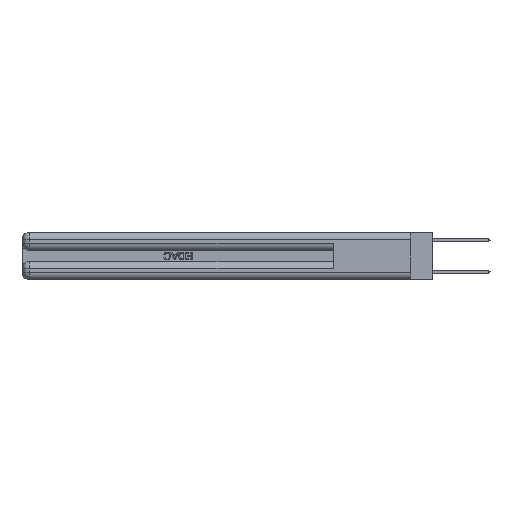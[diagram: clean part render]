
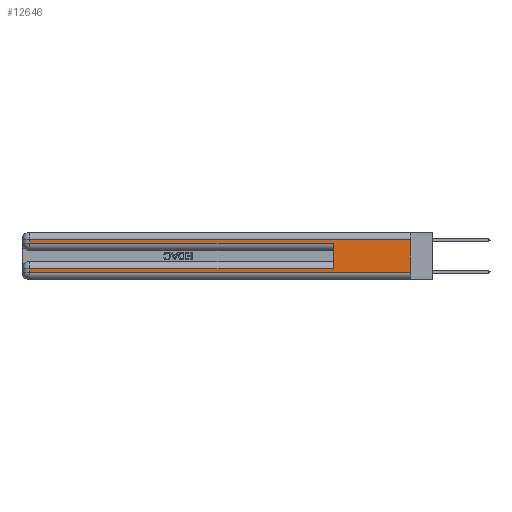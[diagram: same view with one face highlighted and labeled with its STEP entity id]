
A CAD part, left-side view. The second image highlights one B-rep face of the part: STEP entity #12646.
In plain terms, the highlighted planar face has unit normal (-1, 0, 0).
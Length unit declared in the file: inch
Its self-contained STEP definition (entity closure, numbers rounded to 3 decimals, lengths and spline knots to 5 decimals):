
#220 = ORIENTED_EDGE ( 'NONE', *, *, #23734, .T. ) ;
#234 = ORIENTED_EDGE ( 'NONE', *, *, #2657, .T. ) ;
#246 = FACE_OUTER_BOUND ( 'NONE', #22498, .T. ) ;
#310 = EDGE_CURVE ( 'NONE', #34539, #7511, #7089, .T. ) ;
#800 = PLANE ( 'NONE',  #31065 ) ;
#967 = VERTEX_POINT ( 'NONE', #16168 ) ;
#1322 = DIRECTION ( 'NONE',  ( 0., 0., -1. ) ) ;
#2170 = VERTEX_POINT ( 'NONE', #14040 ) ;
#2657 = EDGE_CURVE ( 'NONE', #34491, #967, #13274, .T. ) ;
#3137 = CARTESIAN_POINT ( 'NONE',  ( 0., 0., 0.31 ) ) ;
#4112 = CARTESIAN_POINT ( 'NONE',  ( 0., 0., 0.285 ) ) ;
#4113 = LINE ( 'NONE', #15289, #6172 ) ;
#4119 = EDGE_CURVE ( 'NONE', #25332, #23149, #4113, .T. ) ;
#4302 = DIRECTION ( 'NONE',  ( 0., -1., 0. ) ) ;
#5567 = VERTEX_POINT ( 'NONE', #31517 ) ;
#6150 = ORIENTED_EDGE ( 'NONE', *, *, #10423, .T. ) ;
#6172 = VECTOR ( 'NONE', #6551, 39.37008 ) ;
#6177 = VECTOR ( 'NONE', #6894, 39.37008 ) ;
#6247 = VECTOR ( 'NONE', #10470, 39.37008 ) ;
#6393 = ORIENTED_EDGE ( 'NONE', *, *, #19395, .T. ) ;
#6482 = CARTESIAN_POINT ( 'NONE',  ( 0., 2.94, 0.085 ) ) ;
#6551 = DIRECTION ( 'NONE',  ( 0., -1., 0. ) ) ;
#6894 = DIRECTION ( 'NONE',  ( 0., 0., -1. ) ) ;
#7089 = LINE ( 'NONE', #9318, #11645 ) ;
#7511 = VERTEX_POINT ( 'NONE', #6482 ) ;
#7765 = ORIENTED_EDGE ( 'NONE', *, *, #18384, .F. ) ;
#8404 = EDGE_CURVE ( 'NONE', #5567, #23149, #17715, .T. ) ;
#9318 = CARTESIAN_POINT ( 'NONE',  ( 0., 0., 0.085 ) ) ;
#9520 = LINE ( 'NONE', #4112, #17607 ) ;
#10423 = EDGE_CURVE ( 'NONE', #5567, #34491, #23619, .T. ) ;
#10470 = DIRECTION ( 'NONE',  ( 0., 0., 1. ) ) ;
#10548 = VECTOR ( 'NONE', #13459, 39.37008 ) ;
#11645 = VECTOR ( 'NONE', #29432, 39.37008 ) ;
#12646 = ADVANCED_FACE ( 'NONE', ( #246 ), #800, .F. ) ;
#12682 = ORIENTED_EDGE ( 'NONE', *, *, #4119, .T. ) ;
#13094 = CARTESIAN_POINT ( 'NONE',  ( 0., 2.94, 0.37 ) ) ;
#13274 = LINE ( 'NONE', #13094, #10548 ) ;
#13459 = DIRECTION ( 'NONE',  ( 0., 0., -1. ) ) ;
#14040 = CARTESIAN_POINT ( 'NONE',  ( 0., 0.6, 0.285 ) ) ;
#14143 = CARTESIAN_POINT ( 'NONE',  ( 0., 2.94, 0.31 ) ) ;
#14600 = CARTESIAN_POINT ( 'NONE',  ( 0., 0., 0.06 ) ) ;
#15289 = CARTESIAN_POINT ( 'NONE',  ( 0., 0., 0.06 ) ) ;
#16168 = CARTESIAN_POINT ( 'NONE',  ( 0., 2.94, 0.285 ) ) ;
#17228 = DIRECTION ( 'NONE',  ( 0., 0., -1. ) ) ;
#17579 = CARTESIAN_POINT ( 'NONE',  ( 0., 0., 0.37 ) ) ;
#17607 = VECTOR ( 'NONE', #4302, 39.37008 ) ;
#17715 = LINE ( 'NONE', #29075, #6177 ) ;
#18297 = LINE ( 'NONE', #24055, #23114 ) ;
#18384 = EDGE_CURVE ( 'NONE', #34539, #2170, #33771, .T. ) ;
#19230 = ORIENTED_EDGE ( 'NONE', *, *, #8404, .F. ) ;
#19395 = EDGE_CURVE ( 'NONE', #967, #2170, #9520, .T. ) ;
#20852 = CARTESIAN_POINT ( 'NONE',  ( 0., 0.6, 0.085 ) ) ;
#22498 = EDGE_LOOP ( 'NONE', ( #19230, #6150, #234, #6393, #7765, #27645, #220, #12682 ) ) ;
#23114 = VECTOR ( 'NONE', #1322, 39.37008 ) ;
#23149 = VERTEX_POINT ( 'NONE', #14600 ) ;
#23619 = LINE ( 'NONE', #3137, #32196 ) ;
#23734 = EDGE_CURVE ( 'NONE', #7511, #25332, #18297, .T. ) ;
#24055 = CARTESIAN_POINT ( 'NONE',  ( 0., 2.94, 0.37 ) ) ;
#25332 = VERTEX_POINT ( 'NONE', #29062 ) ;
#25863 = DIRECTION ( 'NONE',  ( 0., 1., 0. ) ) ;
#27645 = ORIENTED_EDGE ( 'NONE', *, *, #310, .T. ) ;
#29062 = CARTESIAN_POINT ( 'NONE',  ( 0., 2.94, 0.06 ) ) ;
#29075 = CARTESIAN_POINT ( 'NONE',  ( 0., 0., 0.37 ) ) ;
#29432 = DIRECTION ( 'NONE',  ( 0., 1., 0. ) ) ;
#31065 = AXIS2_PLACEMENT_3D ( 'NONE', #17579, #31380, #17228 ) ;
#31380 = DIRECTION ( 'NONE',  ( 1., 0., 0. ) ) ;
#31517 = CARTESIAN_POINT ( 'NONE',  ( 0., 0., 0.31 ) ) ;
#32196 = VECTOR ( 'NONE', #25863, 39.37008 ) ;
#33771 = LINE ( 'NONE', #36205, #6247 ) ;
#34491 = VERTEX_POINT ( 'NONE', #14143 ) ;
#34539 = VERTEX_POINT ( 'NONE', #20852 ) ;
#36205 = CARTESIAN_POINT ( 'NONE',  ( 0., 0.6, 0.145 ) ) ;
